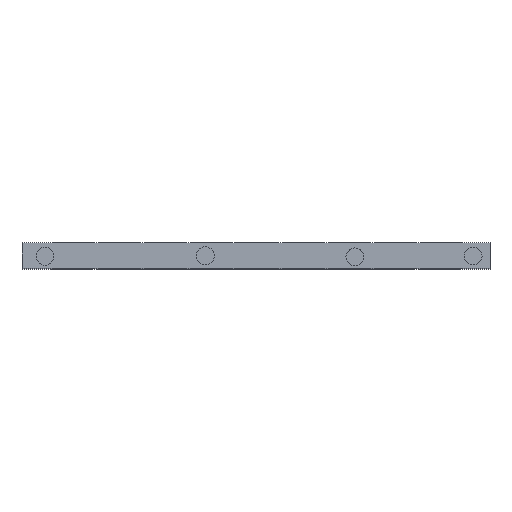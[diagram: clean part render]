
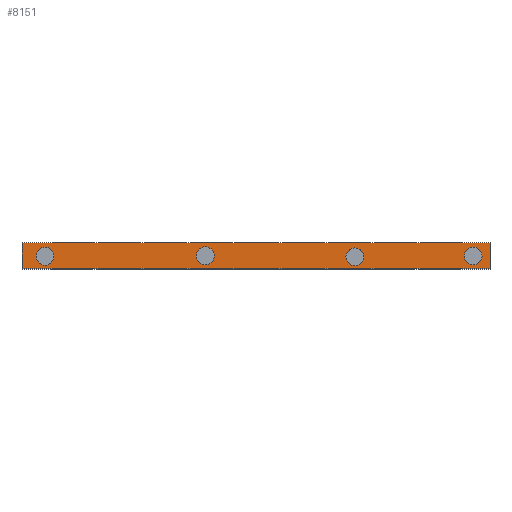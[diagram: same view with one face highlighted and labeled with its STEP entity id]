
A CAD part, top view. The second image highlights one B-rep face of the part: STEP entity #8151.
In plain terms, the highlighted planar face has unit normal (0, 0, 1).
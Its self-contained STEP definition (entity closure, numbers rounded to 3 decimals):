
#105=FACE_BOUND('',#1360,.T.);
#106=FACE_BOUND('',#1361,.T.);
#107=FACE_BOUND('',#1362,.T.);
#108=FACE_BOUND('',#1363,.T.);
#487=PLANE('',#8580);
#878=FACE_OUTER_BOUND('',#1359,.T.);
#1359=EDGE_LOOP('',(#7741,#7742,#7743,#7744));
#1360=EDGE_LOOP('',(#7745));
#1361=EDGE_LOOP('',(#7746));
#1362=EDGE_LOOP('',(#7747));
#1363=EDGE_LOOP('',(#7748));
#1526=LINE('',#10929,#2633);
#1848=LINE('',#11553,#2955);
#2467=LINE('',#12790,#3574);
#2470=LINE('',#12795,#3577);
#2633=VECTOR('',#8929,10.);
#2955=VECTOR('',#9253,10.);
#3574=VECTOR('',#10510,10.);
#3577=VECTOR('',#10517,10.);
#3594=CIRCLE('',#8199,1.75);
#3596=CIRCLE('',#8203,1.75);
#3598=CIRCLE('',#8207,1.75);
#3600=CIRCLE('',#8211,1.75);
#3618=VERTEX_POINT('',#10578);
#3620=VERTEX_POINT('',#10585);
#3622=VERTEX_POINT('',#10592);
#3624=VERTEX_POINT('',#10599);
#3754=VERTEX_POINT('',#10927);
#3755=VERTEX_POINT('',#10928);
#4055=VERTEX_POINT('',#11551);
#4056=VERTEX_POINT('',#11552);
#4380=EDGE_CURVE('',#3618,#3618,#3594,.T.);
#4383=EDGE_CURVE('',#3620,#3620,#3596,.T.);
#4386=EDGE_CURVE('',#3622,#3622,#3598,.T.);
#4389=EDGE_CURVE('',#3624,#3624,#3600,.T.);
#4542=EDGE_CURVE('',#3754,#3755,#1526,.T.);
#4864=EDGE_CURVE('',#4055,#4056,#1848,.T.);
#5483=EDGE_CURVE('',#3755,#4055,#2467,.T.);
#5486=EDGE_CURVE('',#3754,#4056,#2470,.T.);
#7741=ORIENTED_EDGE('',*,*,#4542,.F.);
#7742=ORIENTED_EDGE('',*,*,#5486,.T.);
#7743=ORIENTED_EDGE('',*,*,#4864,.F.);
#7744=ORIENTED_EDGE('',*,*,#5483,.F.);
#7745=ORIENTED_EDGE('',*,*,#4380,.T.);
#7746=ORIENTED_EDGE('',*,*,#4383,.T.);
#7747=ORIENTED_EDGE('',*,*,#4386,.T.);
#7748=ORIENTED_EDGE('',*,*,#4389,.T.);
#8151=ADVANCED_FACE('',(#878,#105,#106,#107,#108),#487,.T.);
#8199=AXIS2_PLACEMENT_3D('',#10579,#8657,#8658);
#8203=AXIS2_PLACEMENT_3D('',#10586,#8666,#8667);
#8207=AXIS2_PLACEMENT_3D('',#10593,#8675,#8676);
#8211=AXIS2_PLACEMENT_3D('',#10600,#8684,#8685);
#8580=AXIS2_PLACEMENT_3D('',#12796,#10518,#10519);
#8657=DIRECTION('center_axis',(0.,0.,-1.));
#8658=DIRECTION('ref_axis',(-1.,0.,0.));
#8666=DIRECTION('center_axis',(0.,0.,-1.));
#8667=DIRECTION('ref_axis',(-1.,0.,0.));
#8675=DIRECTION('center_axis',(0.,0.,-1.));
#8676=DIRECTION('ref_axis',(-1.,0.,0.));
#8684=DIRECTION('center_axis',(0.,0.,-1.));
#8685=DIRECTION('ref_axis',(-1.,0.,0.));
#8929=DIRECTION('',(1.,0.,0.));
#9253=DIRECTION('',(-1.,0.,0.));
#10510=DIRECTION('',(0.,-1.,0.));
#10517=DIRECTION('',(0.,-1.,0.));
#10518=DIRECTION('center_axis',(0.,0.,1.));
#10519=DIRECTION('ref_axis',(-1.,0.,0.));
#10578=CARTESIAN_POINT('',(72.243,577.243,278.783));
#10579=CARTESIAN_POINT('Origin',(70.493,577.243,278.783));
#10585=CARTESIAN_POINT('',(95.387,577.404,278.783));
#10586=CARTESIAN_POINT('Origin',(93.637,577.404,278.783));
#10592=CARTESIAN_POINT('',(11.602,577.37,278.783));
#10593=CARTESIAN_POINT('Origin',(9.852,577.37,278.783));
#10599=CARTESIAN_POINT('',(42.968,577.454,278.783));
#10600=CARTESIAN_POINT('Origin',(41.218,577.454,278.783));
#10927=CARTESIAN_POINT('',(5.342,580.,278.783));
#10928=CARTESIAN_POINT('',(96.942,580.,278.783));
#10929=CARTESIAN_POINT('',(5.342,580.,278.783));
#11551=CARTESIAN_POINT('',(96.942,575.,278.783));
#11552=CARTESIAN_POINT('',(5.342,575.,278.783));
#11553=CARTESIAN_POINT('',(5.342,575.,278.783));
#12790=CARTESIAN_POINT('',(96.942,580.,278.783));
#12795=CARTESIAN_POINT('',(5.342,580.,278.783));
#12796=CARTESIAN_POINT('Origin',(96.942,580.,278.783));
